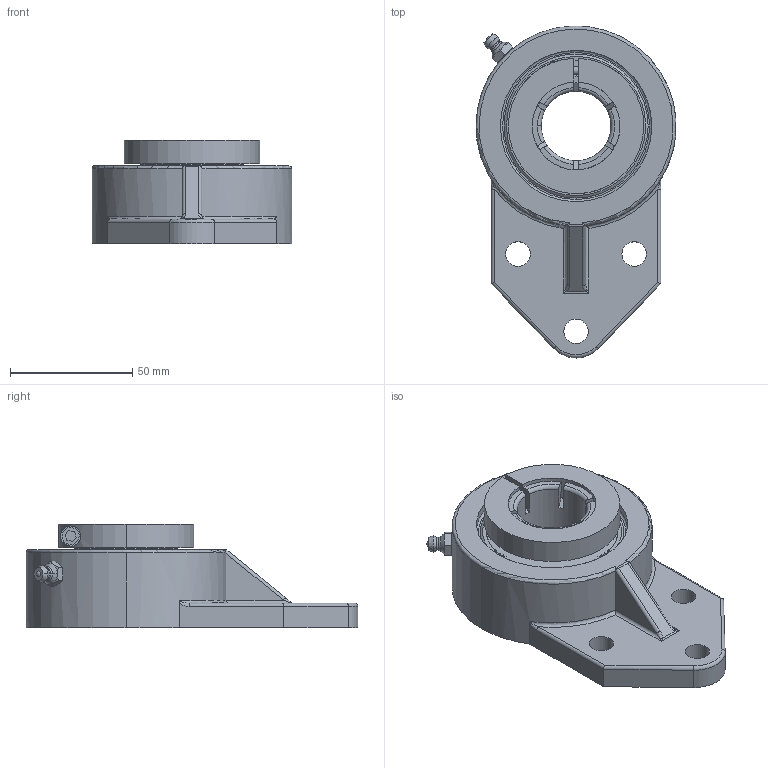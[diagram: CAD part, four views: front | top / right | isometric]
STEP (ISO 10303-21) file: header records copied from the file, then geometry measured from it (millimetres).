
FILE_DESCRIPTION(('HOOPS Exchange Step'),'2;1');
FILE_NAME('export-F3E89177-1683-429B-B642-ABA18FE194C4.stp','2019-12-12T16:44:27+16:00',('ibuslach'),('Alibre'),'HOOPS Exchange 2019.2','Alibre','Unknown authorisation');
FILE_SCHEMA( ('AP242_MANAGED_MODEL_BASED_3D_ENGINEERING_MIM_LF {1 0 10303 442 1 1 4 }') );
Length unit declared in the file: centimetre
Products named in the file (8): UCP ZERK 6mm; MRN SFB 206 (NO LETTERING); SUE 206 LOCK RING; SUE 204 BOLT; SUE 206 SHIELD; SUE 206-18 RACES; MRN SUE 206-18; MRN SUEFB 206-18
Assembly tree (8 placements, depth 3):
  MRN SUEFB 206-18
    UCP ZERK 6mm
    MRN SFB 206 (NO LETTERING)
    MRN SUE 206-18
      SUE 206 LOCK RING
      SUE 204 BOLT
      SUE 206 SHIELD  x2
      SUE 206-18 RACES
Bounding box: 81.94 x 135.98 x 42.3 mm (x, y, z)
Volume: 150588.4 mm3; surface area: 57242.2 mm2
Topology: 8 solids, 8 shells, 224 faces, 607 edges, 395 vertices
Faces by surface type: plane 75, cylinder 70, torus 32, cone 28, bspline 10, sphere 9
Full cylindrical faces by diameter (mm): 1.478 x2, 3.242 x2, 4 x1, 6 x2, 7 x1, 8.25 x1, 10 x3, 28.575 x1, 42 x4, 42.508 x2, 52 x2, 54 x2, 62.017 x1, 66.017 x1
Entity records: 12624 total; most frequent: CARTESIAN_POINT 6934, DIRECTION 1186, ORIENTED_EDGE 1158, EDGE_CURVE 579, AXIS2_PLACEMENT_3D 487, VERTEX_POINT 381, CIRCLE 246, EDGE_LOOP 246
